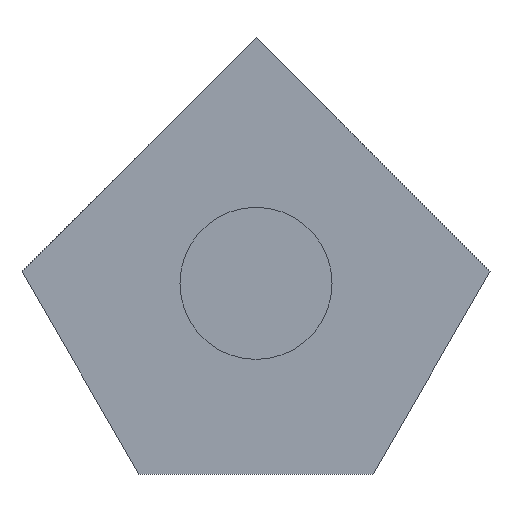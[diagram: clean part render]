
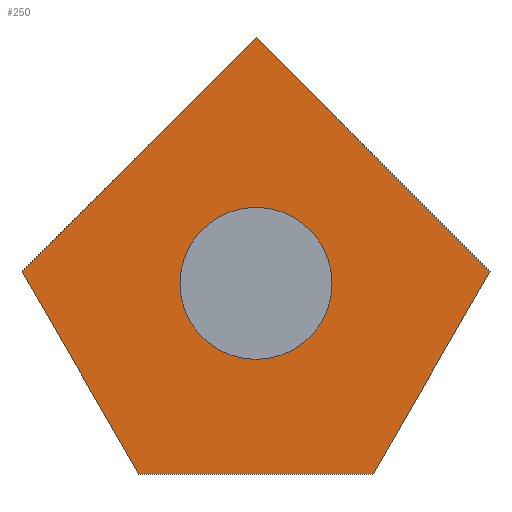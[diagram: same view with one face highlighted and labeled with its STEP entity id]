
A CAD part, left-side view. The second image highlights one B-rep face of the part: STEP entity #250.
In plain terms, the highlighted planar face has unit normal (-1, 0, 0).
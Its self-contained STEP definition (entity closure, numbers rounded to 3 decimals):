
#61=CARTESIAN_POINT('Vertex',(0.,-5.,0.)) ;
#66=CARTESIAN_POINT('Line Origine',(0.,-3.75,-2.165)) ;
#70=CARTESIAN_POINT('Vertex',(0.,-2.5,-4.33)) ;
#97=CARTESIAN_POINT('Line Origine',(0.,0.,-4.33)) ;
#101=CARTESIAN_POINT('Vertex',(0.,2.5,-4.33)) ;
#128=CARTESIAN_POINT('Line Origine',(0.,3.75,-2.165)) ;
#132=CARTESIAN_POINT('Vertex',(0.,5.,0.)) ;
#159=CARTESIAN_POINT('Line Origine',(0.,2.5,2.5)) ;
#163=CARTESIAN_POINT('Vertex',(0.,0.,5.)) ;
#190=CARTESIAN_POINT('Line Origine',(0.,-2.5,2.5)) ;
#220=CARTESIAN_POINT('Axis2P3D Location',(0.,0.,0.)) ;
#232=CARTESIAN_POINT('Axis2P3D Location',(0.,0.,-0.25)) ;
#236=CARTESIAN_POINT('Vertex',(0.,1.625,-0.25)) ;
#238=CARTESIAN_POINT('Vertex',(0.,-1.625,-0.25)) ;
#241=CARTESIAN_POINT('Axis2P3D Location',(0.,0.,-0.25)) ;
#67=DIRECTION('Vector Direction',(0.,0.5,-0.866)) ;
#98=DIRECTION('Vector Direction',(0.,1.,0.)) ;
#129=DIRECTION('Vector Direction',(0.,0.5,0.866)) ;
#160=DIRECTION('Vector Direction',(0.,-0.707,0.707)) ;
#191=DIRECTION('Vector Direction',(0.,-0.707,-0.707)) ;
#221=DIRECTION('Axis2P3D Direction',(1.,0.,0.)) ;
#222=DIRECTION('Axis2P3D XDirection',(0.,1.,0.)) ;
#233=DIRECTION('Axis2P3D Direction',(1.,0.,0.)) ;
#242=DIRECTION('Axis2P3D Direction',(1.,0.,0.)) ;
#223=AXIS2_PLACEMENT_3D('Plane Axis2P3D',#220,#221,#222) ;
#234=AXIS2_PLACEMENT_3D('Circle Axis2P3D',#232,#233,$) ;
#243=AXIS2_PLACEMENT_3D('Circle Axis2P3D',#241,#242,$) ;
#226=ORIENTED_EDGE('',*,*,#194,.F.) ;
#227=ORIENTED_EDGE('',*,*,#165,.F.) ;
#228=ORIENTED_EDGE('',*,*,#134,.F.) ;
#229=ORIENTED_EDGE('',*,*,#103,.F.) ;
#230=ORIENTED_EDGE('',*,*,#72,.F.) ;
#247=ORIENTED_EDGE('',*,*,#240,.F.) ;
#248=ORIENTED_EDGE('',*,*,#245,.F.) ;
#249=FACE_BOUND('',#246,.T.) ;
#68=VECTOR('Line Direction',#67,1.) ;
#99=VECTOR('Line Direction',#98,1.) ;
#130=VECTOR('Line Direction',#129,1.) ;
#161=VECTOR('Line Direction',#160,1.) ;
#192=VECTOR('Line Direction',#191,1.) ;
#250=ADVANCED_FACE('PartBody',(#231,#249),#224,.F.) ;
#235=CIRCLE('generated circle',#234,1.625) ;
#244=CIRCLE('generated circle',#243,1.625) ;
#72=EDGE_CURVE('',#62,#71,#69,.T.) ;
#103=EDGE_CURVE('',#71,#102,#100,.T.) ;
#134=EDGE_CURVE('',#102,#133,#131,.T.) ;
#165=EDGE_CURVE('',#133,#164,#162,.T.) ;
#194=EDGE_CURVE('',#164,#62,#193,.T.) ;
#240=EDGE_CURVE('',#237,#239,#235,.F.) ;
#245=EDGE_CURVE('',#239,#237,#244,.F.) ;
#225=EDGE_LOOP('',(#226,#227,#228,#229,#230)) ;
#246=EDGE_LOOP('',(#247,#248)) ;
#231=FACE_OUTER_BOUND('',#225,.T.) ;
#69=LINE('Line',#66,#68) ;
#100=LINE('Line',#97,#99) ;
#131=LINE('Line',#128,#130) ;
#162=LINE('Line',#159,#161) ;
#193=LINE('Line',#190,#192) ;
#224=PLANE('',#223) ;
#62=VERTEX_POINT('',#61) ;
#71=VERTEX_POINT('',#70) ;
#102=VERTEX_POINT('',#101) ;
#133=VERTEX_POINT('',#132) ;
#164=VERTEX_POINT('',#163) ;
#237=VERTEX_POINT('',#236) ;
#239=VERTEX_POINT('',#238) ;
